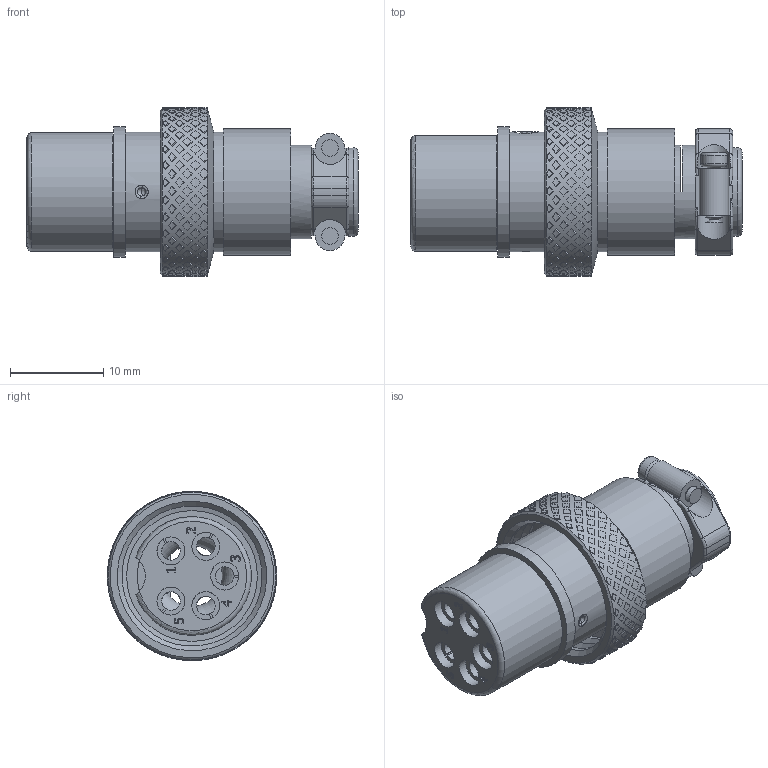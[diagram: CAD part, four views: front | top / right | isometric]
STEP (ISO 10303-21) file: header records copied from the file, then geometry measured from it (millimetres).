
FILE_DESCRIPTION(/* description */ (''),/* implementation_level */ '2;1');
FILE_NAME(/* name */ 'FC684215 plug 5pin.stp',/* time_stamp */ '2025-04-15T09:13:34+01:00',/* author */ ('tottley'),/* organization */ (''),/* preprocessor_version */ 'ST-DEVELOPER v20',/* originating_system */ 'Autodesk Inventor 2025',/* authorisation */ '');
FILE_SCHEMA (('AUTOMOTIVE_DESIGN { 1 0 10303 214 3 1 1 }'));
Length unit declared in the file: millimetre
Products named in the file (1): FC684215 plug 5pin
Bounding box: 35.52 x 18.1 x 18.1 mm (x, y, z)
Volume: 3277 mm3; surface area: 5228.7 mm2
Topology: 2 solids, 20 shells, 1459 faces, 3819 edges, 2525 vertices
Faces by surface type: plane 989, cylinder 308, cone 85, bspline 50, torus 27
Full cylindrical faces by diameter (mm): 1 x5, 1.3 x3, 1.5 x18, 2.8 x3, 3 x5, 6.5 x1, 9 x1, 9.5 x1, 10 x2, 11.7 x2, 12.8 x1, 13 x1, 13.5 x1, 14 x1, 15 x2, 17.9 x1
Entity records: 49444 total; most frequent: CARTESIAN_POINT 10242, DIRECTION 8600, ORIENTED_EDGE 7638, EDGE_CURVE 3819, AXIS2_PLACEMENT_3D 3532, VERTEX_POINT 2525, EDGE_LOOP 1656, LINE 1536
